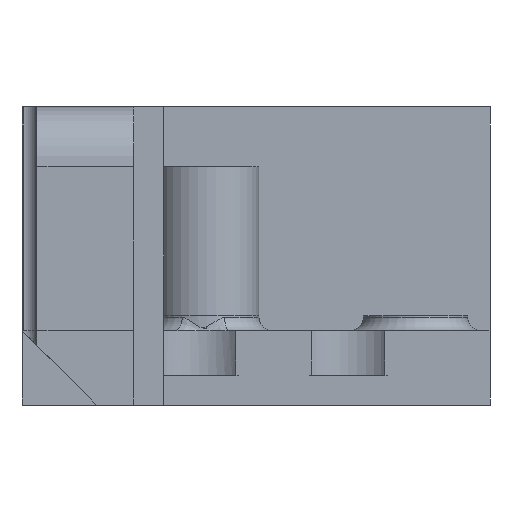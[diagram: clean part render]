
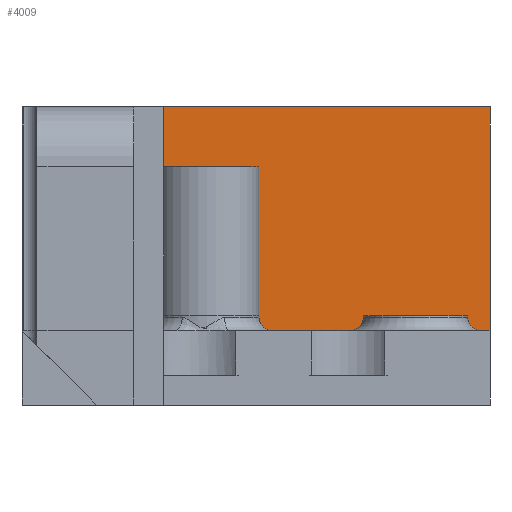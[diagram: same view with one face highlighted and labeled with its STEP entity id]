
A CAD part, left-side view. The second image highlights one B-rep face of the part: STEP entity #4009.
In plain terms, the highlighted planar face has unit normal (-1, 0, 0).
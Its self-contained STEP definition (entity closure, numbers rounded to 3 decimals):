
#1233 = PLANE('',#1234);
#1234 = AXIS2_PLACEMENT_3D('',#1235,#1236,#1237);
#1235 = CARTESIAN_POINT('',(91.404,-35.486,165.));
#1236 = DIRECTION('',(0.,0.,1.));
#1237 = DIRECTION('',(1.,0.,0.));
#2299 = VERTEX_POINT('',#2300);
#2300 = CARTESIAN_POINT('',(101.,-26.,165.));
#2319 = CYLINDRICAL_SURFACE('',#2320,2.);
#2320 = AXIS2_PLACEMENT_3D('',#2321,#2322,#2323);
#2321 = CARTESIAN_POINT('',(99.,-26.,165.));
#2322 = DIRECTION('',(0.,0.,1.));
#2323 = DIRECTION('',(0.,1.,0.));
#2331 = EDGE_CURVE('',#2299,#2332,#2334,.T.);
#2332 = VERTEX_POINT('',#2333);
#2333 = CARTESIAN_POINT('',(101.,-50.9,165.));
#2334 = SURFACE_CURVE('',#2335,(#2339,#2346),.PCURVE_S1.);
#2335 = LINE('',#2336,#2337);
#2336 = CARTESIAN_POINT('',(101.,-24.,165.));
#2337 = VECTOR('',#2338,1.);
#2338 = DIRECTION('',(-0.,-1.,-0.));
#2339 = PCURVE('',#1233,#2340);
#2340 = DEFINITIONAL_REPRESENTATION('',(#2341),#2345);
#2341 = LINE('',#2342,#2343);
#2342 = CARTESIAN_POINT('',(9.596,11.486));
#2343 = VECTOR('',#2344,1.);
#2344 = DIRECTION('',(-0.,-1.));
#2345 = ( GEOMETRIC_REPRESENTATION_CONTEXT(2) 
PARAMETRIC_REPRESENTATION_CONTEXT() REPRESENTATION_CONTEXT('2D SPACE',''
  ) );
#2346 = PCURVE('',#2347,#2352);
#2347 = PLANE('',#2348);
#2348 = AXIS2_PLACEMENT_3D('',#2349,#2350,#2351);
#2349 = CARTESIAN_POINT('',(101.,-24.,165.));
#2350 = DIRECTION('',(-1.,-0.,-0.));
#2351 = DIRECTION('',(0.,1.,0.));
#2352 = DEFINITIONAL_REPRESENTATION('',(#2353),#2357);
#2353 = LINE('',#2354,#2355);
#2354 = CARTESIAN_POINT('',(-0.,-0.));
#2355 = VECTOR('',#2356,1.);
#2356 = DIRECTION('',(-1.,0.));
#2357 = ( GEOMETRIC_REPRESENTATION_CONTEXT(2) 
PARAMETRIC_REPRESENTATION_CONTEXT() REPRESENTATION_CONTEXT('2D SPACE',''
  ) );
#3271 = PLANE('',#3272);
#3272 = AXIS2_PLACEMENT_3D('',#3273,#3274,#3275);
#3273 = CARTESIAN_POINT('',(82.338,-27.583,180.));
#3274 = DIRECTION('',(0.,0.,1.));
#3275 = DIRECTION('',(0.,-1.,0.));
#3902 = PLANE('',#3903);
#3903 = AXIS2_PLACEMENT_3D('',#3904,#3905,#3906);
#3904 = CARTESIAN_POINT('',(101.,-50.9,165.));
#3905 = DIRECTION('',(0.,-1.,0.));
#3906 = DIRECTION('',(-1.,0.,0.));
#4009 = ADVANCED_FACE('',(#4010),#2347,.T.);
#4010 = FACE_BOUND('',#4011,.F.);
#4011 = EDGE_LOOP('',(#4012,#4037,#4058,#4059));
#4012 = ORIENTED_EDGE('',*,*,#4013,.T.);
#4013 = EDGE_CURVE('',#4014,#4016,#4018,.T.);
#4014 = VERTEX_POINT('',#4015);
#4015 = CARTESIAN_POINT('',(101.,-26.,180.));
#4016 = VERTEX_POINT('',#4017);
#4017 = CARTESIAN_POINT('',(101.,-50.9,180.));
#4018 = SURFACE_CURVE('',#4019,(#4023,#4030),.PCURVE_S1.);
#4019 = LINE('',#4020,#4021);
#4020 = CARTESIAN_POINT('',(101.,-24.,180.));
#4021 = VECTOR('',#4022,1.);
#4022 = DIRECTION('',(-0.,-1.,-0.));
#4023 = PCURVE('',#2347,#4024);
#4024 = DEFINITIONAL_REPRESENTATION('',(#4025),#4029);
#4025 = LINE('',#4026,#4027);
#4026 = CARTESIAN_POINT('',(-0.,-15.));
#4027 = VECTOR('',#4028,1.);
#4028 = DIRECTION('',(-1.,0.));
#4029 = ( GEOMETRIC_REPRESENTATION_CONTEXT(2) 
PARAMETRIC_REPRESENTATION_CONTEXT() REPRESENTATION_CONTEXT('2D SPACE',''
  ) );
#4030 = PCURVE('',#3271,#4031);
#4031 = DEFINITIONAL_REPRESENTATION('',(#4032),#4036);
#4032 = LINE('',#4033,#4034);
#4033 = CARTESIAN_POINT('',(-3.583,18.662));
#4034 = VECTOR('',#4035,1.);
#4035 = DIRECTION('',(1.,-0.));
#4036 = ( GEOMETRIC_REPRESENTATION_CONTEXT(2) 
PARAMETRIC_REPRESENTATION_CONTEXT() REPRESENTATION_CONTEXT('2D SPACE',''
  ) );
#4037 = ORIENTED_EDGE('',*,*,#4038,.F.);
#4038 = EDGE_CURVE('',#2332,#4016,#4039,.T.);
#4039 = SURFACE_CURVE('',#4040,(#4044,#4051),.PCURVE_S1.);
#4040 = LINE('',#4041,#4042);
#4041 = CARTESIAN_POINT('',(101.,-50.9,165.));
#4042 = VECTOR('',#4043,1.);
#4043 = DIRECTION('',(0.,0.,1.));
#4044 = PCURVE('',#2347,#4045);
#4045 = DEFINITIONAL_REPRESENTATION('',(#4046),#4050);
#4046 = LINE('',#4047,#4048);
#4047 = CARTESIAN_POINT('',(-26.9,0.));
#4048 = VECTOR('',#4049,1.);
#4049 = DIRECTION('',(-0.,-1.));
#4050 = ( GEOMETRIC_REPRESENTATION_CONTEXT(2) 
PARAMETRIC_REPRESENTATION_CONTEXT() REPRESENTATION_CONTEXT('2D SPACE',''
  ) );
#4051 = PCURVE('',#3902,#4052);
#4052 = DEFINITIONAL_REPRESENTATION('',(#4053),#4057);
#4053 = LINE('',#4054,#4055);
#4054 = CARTESIAN_POINT('',(-0.,-0.));
#4055 = VECTOR('',#4056,1.);
#4056 = DIRECTION('',(-0.,-1.));
#4057 = ( GEOMETRIC_REPRESENTATION_CONTEXT(2) 
PARAMETRIC_REPRESENTATION_CONTEXT() REPRESENTATION_CONTEXT('2D SPACE',''
  ) );
#4058 = ORIENTED_EDGE('',*,*,#2331,.F.);
#4059 = ORIENTED_EDGE('',*,*,#4060,.T.);
#4060 = EDGE_CURVE('',#2299,#4014,#4061,.T.);
#4061 = SURFACE_CURVE('',#4062,(#4066,#4073),.PCURVE_S1.);
#4062 = LINE('',#4063,#4064);
#4063 = CARTESIAN_POINT('',(101.,-26.,165.));
#4064 = VECTOR('',#4065,1.);
#4065 = DIRECTION('',(0.,0.,1.));
#4066 = PCURVE('',#2347,#4067);
#4067 = DEFINITIONAL_REPRESENTATION('',(#4068),#4072);
#4068 = LINE('',#4069,#4070);
#4069 = CARTESIAN_POINT('',(-2.,0.));
#4070 = VECTOR('',#4071,1.);
#4071 = DIRECTION('',(-0.,-1.));
#4072 = ( GEOMETRIC_REPRESENTATION_CONTEXT(2) 
PARAMETRIC_REPRESENTATION_CONTEXT() REPRESENTATION_CONTEXT('2D SPACE',''
  ) );
#4073 = PCURVE('',#2319,#4074);
#4074 = DEFINITIONAL_REPRESENTATION('',(#4075),#4079);
#4075 = LINE('',#4076,#4077);
#4076 = CARTESIAN_POINT('',(-1.571,0.));
#4077 = VECTOR('',#4078,1.);
#4078 = DIRECTION('',(-0.,1.));
#4079 = ( GEOMETRIC_REPRESENTATION_CONTEXT(2) 
PARAMETRIC_REPRESENTATION_CONTEXT() REPRESENTATION_CONTEXT('2D SPACE',''
  ) );
